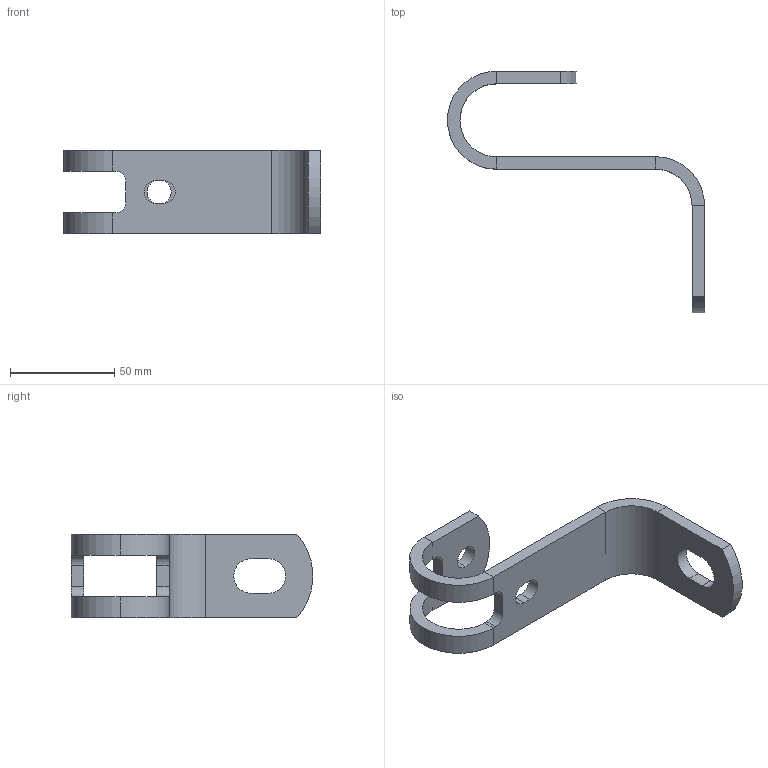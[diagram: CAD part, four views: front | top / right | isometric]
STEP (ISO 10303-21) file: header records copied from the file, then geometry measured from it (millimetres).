
FILE_DESCRIPTION (( 'STEP AP203' ), '1' );
FILE_NAME ('0928071000.STEP', '2024-05-21T11:54:45', ( '' ), ( '' ), 'SwSTEP 2.0', 'SolidWorks 2022', '' );
FILE_SCHEMA (( 'CONFIG_CONTROL_DESIGN' ));
Length unit declared in the file: millimetre
Products named in the file (1): 0928071000
Bounding box: 123.5 x 115.9 x 40 mm (x, y, z)
Volume: 49251.2 mm3; surface area: 21918.8 mm2
Topology: 1 solids, 1 shells, 51 faces, 129 edges, 78 vertices
Faces by surface type: plane 28, cylinder 23
Entity records: 1610 total; most frequent: DIRECTION 279, CARTESIAN_POINT 259, ORIENTED_EDGE 258, EDGE_CURVE 129, AXIS2_PLACEMENT_3D 98, VECTOR 83, LINE 83, VERTEX_POINT 78
